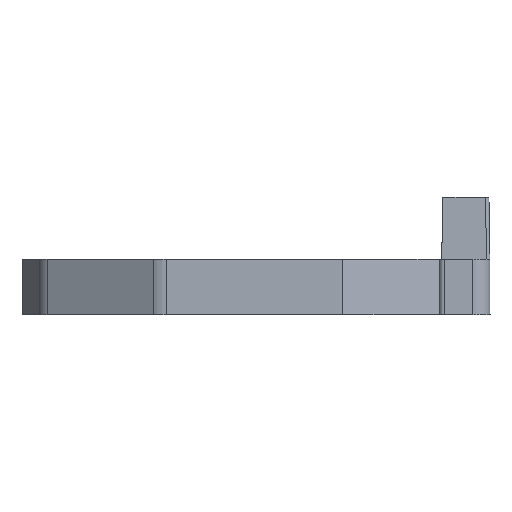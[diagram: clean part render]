
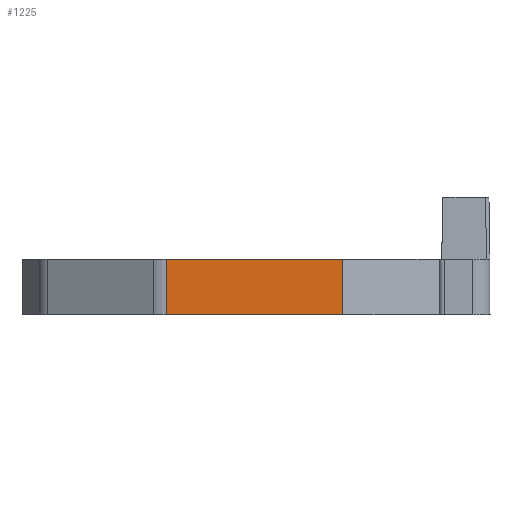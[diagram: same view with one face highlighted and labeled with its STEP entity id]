
A CAD part, left-side view. The second image highlights one B-rep face of the part: STEP entity #1225.
In plain terms, the highlighted planar face has unit normal (-1, 0, 0).
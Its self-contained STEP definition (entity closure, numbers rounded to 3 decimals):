
#398 = DIRECTION ( 'NONE',  ( 1., 0., 0. ) ) ;
#401 = DIRECTION ( 'NONE',  ( 0., 0., -1. ) ) ;
#405 = PLANE ( 'NONE',  #1403 ) ;
#424 = FACE_OUTER_BOUND ( 'NONE', #1705, .T. ) ;
#429 = CARTESIAN_POINT ( 'NONE',  ( 219.686, 448.779, 8.44 ) ) ;
#618 = CARTESIAN_POINT ( 'NONE',  ( 219.686, 478.742, 8.44 ) ) ;
#621 = CARTESIAN_POINT ( 'NONE',  ( 219.686, 468.524, 8.44 ) ) ;
#624 = CARTESIAN_POINT ( 'NONE',  ( 219.686, 478.742, 11.64 ) ) ;
#714 = CARTESIAN_POINT ( 'NONE',  ( 219.686, 468.524, 11.64 ) ) ;
#858 = EDGE_CURVE ( 'NONE', #1556, #1548, #3384, .T. ) ;
#979 = EDGE_CURVE ( 'NONE', #1654, #1537, #2749, .T. ) ;
#1049 = EDGE_CURVE ( 'NONE', #1548, #1537, #3007, .T. ) ;
#1075 = EDGE_CURVE ( 'NONE', #1654, #1556, #3026, .T. ) ;
#1225 = ADVANCED_FACE ( 'NONE', ( #424 ), #405, .F. ) ;
#1403 = AXIS2_PLACEMENT_3D ( 'NONE', #429, #398, #401 ) ;
#1537 = VERTEX_POINT ( 'NONE', #624 ) ;
#1548 = VERTEX_POINT ( 'NONE', #618 ) ;
#1556 = VERTEX_POINT ( 'NONE', #621 ) ;
#1654 = VERTEX_POINT ( 'NONE', #714 ) ;
#1705 = EDGE_LOOP ( 'NONE', ( #2104, #2084, #2106, #2090 ) ) ;
#2084 = ORIENTED_EDGE ( 'NONE', *, *, #858, .F. ) ;
#2090 = ORIENTED_EDGE ( 'NONE', *, *, #979, .T. ) ;
#2104 = ORIENTED_EDGE ( 'NONE', *, *, #1049, .F. ) ;
#2106 = ORIENTED_EDGE ( 'NONE', *, *, #1075, .F. ) ;
#2308 = VECTOR ( 'NONE', #2984, 1000. ) ;
#2354 = VECTOR ( 'NONE', #3399, 1000. ) ;
#2483 = VECTOR ( 'NONE', #3031, 1000. ) ;
#2511 = VECTOR ( 'NONE', #2787, 1000. ) ;
#2749 = LINE ( 'NONE', #2795, #2511 ) ;
#2787 = DIRECTION ( 'NONE',  ( 0., 1., 0. ) ) ;
#2795 = CARTESIAN_POINT ( 'NONE',  ( 219.686, 448.779, 11.64 ) ) ;
#2984 = DIRECTION ( 'NONE',  ( 0., 0., 1. ) ) ;
#3005 = CARTESIAN_POINT ( 'NONE',  ( 219.686, 478.742, 8.44 ) ) ;
#3007 = LINE ( 'NONE', #3005, #2308 ) ;
#3026 = LINE ( 'NONE', #3030, #2483 ) ;
#3030 = CARTESIAN_POINT ( 'NONE',  ( 219.686, 468.524, -5.946 ) ) ;
#3031 = DIRECTION ( 'NONE',  ( 0., 0., -1. ) ) ;
#3372 = CARTESIAN_POINT ( 'NONE',  ( 219.686, 448.779, 8.44 ) ) ;
#3384 = LINE ( 'NONE', #3372, #2354 ) ;
#3399 = DIRECTION ( 'NONE',  ( 0., 1., 0. ) ) ;
